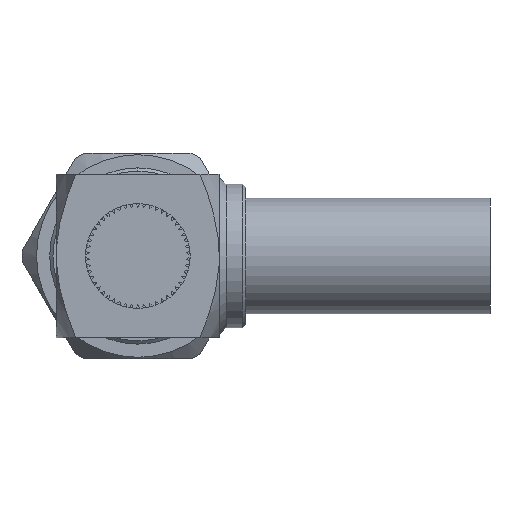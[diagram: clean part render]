
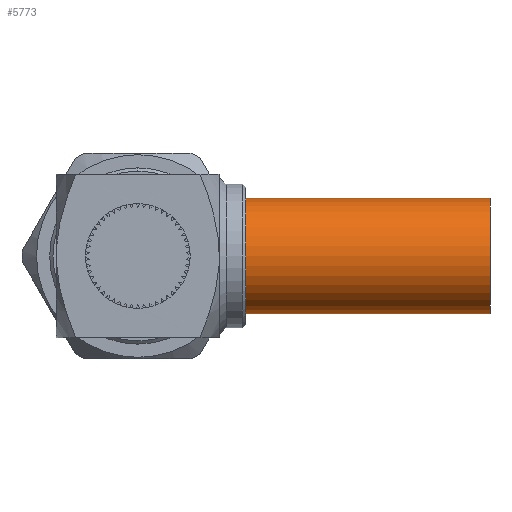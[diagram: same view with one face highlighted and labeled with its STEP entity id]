
A CAD part, front view. The second image highlights one B-rep face of the part: STEP entity #5773.
In plain terms, the highlighted cylindrical face has radius 2.25 mm (diameter 4.5 mm), a partial arc.
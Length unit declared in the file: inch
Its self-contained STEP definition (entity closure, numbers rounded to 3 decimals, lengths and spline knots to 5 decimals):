
#248 = CARTESIAN_POINT ( 'NONE',  ( 0.165, -0.48523, 0. ) ) ;
#386 = CARTESIAN_POINT ( 'NONE',  ( 0.53902, -0.48523, -0.08858 ) ) ;
#1224 = AXIS2_PLACEMENT_3D ( 'NONE', #248, #1970, #10677 ) ;
#1342 = AXIS2_PLACEMENT_3D ( 'NONE', #8220, #8980, #5592 ) ;
#1970 = DIRECTION ( 'NONE',  ( 1., 0., 0. ) ) ;
#3075 = DIRECTION ( 'NONE',  ( -1., 0., 0. ) ) ;
#3230 = ORIENTED_EDGE ( 'NONE', *, *, #4191, .F. ) ;
#3359 = VERTEX_POINT ( 'NONE', #9046 ) ;
#3719 = CARTESIAN_POINT ( 'NONE',  ( 0.53902, -0.48523, -0.08858 ) ) ;
#3857 = DIRECTION ( 'NONE',  ( 0., 0., 1. ) ) ;
#3900 = CARTESIAN_POINT ( 'NONE',  ( 0.53902, -0.48523, 0. ) ) ;
#4078 = VECTOR ( 'NONE', #9914, 39.37008 ) ;
#4191 = EDGE_CURVE ( 'NONE', #4870, #4905, #9240, .T. ) ;
#4252 = ORIENTED_EDGE ( 'NONE', *, *, #5857, .F. ) ;
#4870 = VERTEX_POINT ( 'NONE', #9449 ) ;
#4905 = VERTEX_POINT ( 'NONE', #3719 ) ;
#5248 = LINE ( 'NONE', #386, #6768 ) ;
#5272 = LINE ( 'NONE', #6636, #4078 ) ;
#5502 = VERTEX_POINT ( 'NONE', #9525 ) ;
#5592 = DIRECTION ( 'NONE',  ( 0., 0., -1. ) ) ;
#5773 = ADVANCED_FACE ( 'NONE', ( #6073 ), #6210, .T. ) ;
#5857 = EDGE_CURVE ( 'NONE', #4905, #3359, #5248, .T. ) ;
#6073 = FACE_OUTER_BOUND ( 'NONE', #6171, .T. ) ;
#6171 = EDGE_LOOP ( 'NONE', ( #4252, #3230, #9637, #10276 ) ) ;
#6210 = CYLINDRICAL_SURFACE ( 'NONE', #7666, 0.08858 ) ;
#6489 = EDGE_CURVE ( 'NONE', #4870, #5502, #5272, .T. ) ;
#6636 = CARTESIAN_POINT ( 'NONE',  ( 0.53902, -0.48523, 0.08858 ) ) ;
#6768 = VECTOR ( 'NONE', #3075, 39.37008 ) ;
#7666 = AXIS2_PLACEMENT_3D ( 'NONE', #3900, #10696, #3857 ) ;
#8220 = CARTESIAN_POINT ( 'NONE',  ( 0.53902, -0.48523, 0. ) ) ;
#8287 = CIRCLE ( 'NONE', #1224, 0.08858 ) ;
#8980 = DIRECTION ( 'NONE',  ( 1., 0., 0. ) ) ;
#9046 = CARTESIAN_POINT ( 'NONE',  ( 0.165, -0.48523, -0.08858 ) ) ;
#9106 = EDGE_CURVE ( 'NONE', #5502, #3359, #8287, .T. ) ;
#9240 = CIRCLE ( 'NONE', #1342, 0.08858 ) ;
#9449 = CARTESIAN_POINT ( 'NONE',  ( 0.53902, -0.48523, 0.08858 ) ) ;
#9525 = CARTESIAN_POINT ( 'NONE',  ( 0.165, -0.48523, 0.08858 ) ) ;
#9637 = ORIENTED_EDGE ( 'NONE', *, *, #6489, .T. ) ;
#9914 = DIRECTION ( 'NONE',  ( -1., 0., 0. ) ) ;
#10276 = ORIENTED_EDGE ( 'NONE', *, *, #9106, .T. ) ;
#10677 = DIRECTION ( 'NONE',  ( 0., 0., -1. ) ) ;
#10696 = DIRECTION ( 'NONE',  ( -1., 0., 0. ) ) ;
